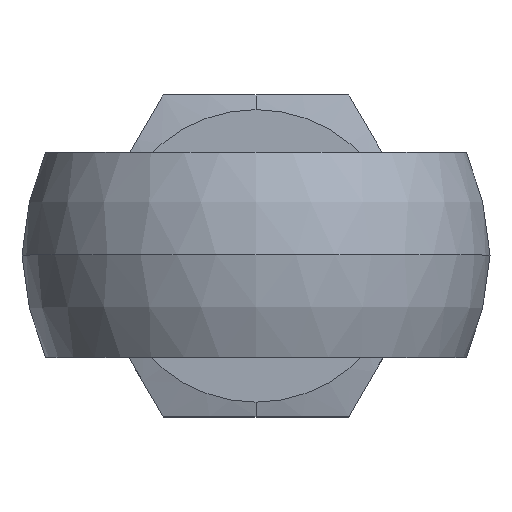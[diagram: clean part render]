
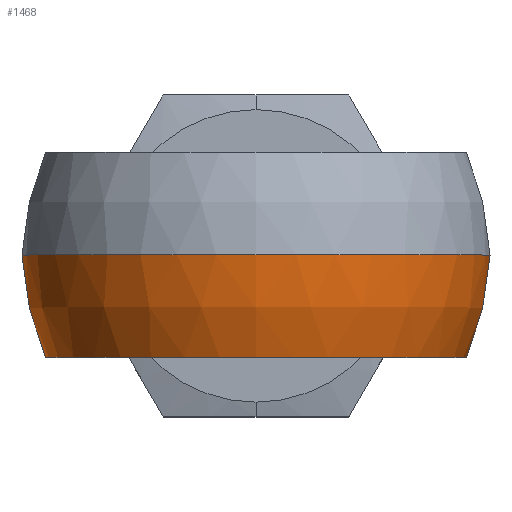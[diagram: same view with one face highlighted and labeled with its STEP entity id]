
A CAD part, top view. The second image highlights one B-rep face of the part: STEP entity #1468.
In plain terms, the highlighted spherical face has radius 4 mm.
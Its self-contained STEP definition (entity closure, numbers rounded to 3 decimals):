
#14 = VERTEX_POINT ( 'NONE', #541 ) ;
#79 = CARTESIAN_POINT ( 'NONE',  ( 0., 0., 0. ) ) ;
#93 = CIRCLE ( 'NONE', #5639, 3.597 ) ;
#97 = EDGE_CURVE ( 'NONE', #14, #1391, #4419, .T. ) ;
#136 = DIRECTION ( 'NONE',  ( 0., 1., 0. ) ) ;
#240 = SPHERICAL_SURFACE ( 'NONE', #1883, 4. ) ;
#541 = CARTESIAN_POINT ( 'NONE',  ( 0., -3.385, 2.131 ) ) ;
#550 = CARTESIAN_POINT ( 'NONE',  ( 0., 0., 0. ) ) ;
#567 = EDGE_LOOP ( 'NONE', ( #1806, #1466, #3910, #2156, #1358 ) ) ;
#609 = DIRECTION ( 'NONE',  ( -1., 0., 0. ) ) ;
#897 = EDGE_CURVE ( 'NONE', #1064, #1391, #93, .T. ) ;
#1064 = VERTEX_POINT ( 'NONE', #3902 ) ;
#1273 = EDGE_CURVE ( 'NONE', #14, #4223, #1283, .T. ) ;
#1283 = CIRCLE ( 'NONE', #2089, 4. ) ;
#1294 = FACE_OUTER_BOUND ( 'NONE', #567, .T. ) ;
#1358 = ORIENTED_EDGE ( 'NONE', *, *, #2383, .T. ) ;
#1391 = VERTEX_POINT ( 'NONE', #3991 ) ;
#1466 = ORIENTED_EDGE ( 'NONE', *, *, #97, .T. ) ;
#1468 = ADVANCED_FACE ( 'NONE', ( #1294 ), #240, .T. ) ;
#1667 = DIRECTION ( 'NONE',  ( 0., 0., -1. ) ) ;
#1675 = DIRECTION ( 'NONE',  ( 0., 0., 1. ) ) ;
#1774 = DIRECTION ( 'NONE',  ( 0., 1., 0. ) ) ;
#1806 = ORIENTED_EDGE ( 'NONE', *, *, #1273, .F. ) ;
#1883 = AXIS2_PLACEMENT_3D ( 'NONE', #4022, #5913, #1667 ) ;
#2044 = DIRECTION ( 'NONE',  ( 0., 0., 1. ) ) ;
#2089 = AXIS2_PLACEMENT_3D ( 'NONE', #550, #609, #4317 ) ;
#2156 = ORIENTED_EDGE ( 'NONE', *, *, #3482, .T. ) ;
#2357 = VERTEX_POINT ( 'NONE', #4306 ) ;
#2383 = EDGE_CURVE ( 'NONE', #2357, #4223, #2487, .T. ) ;
#2487 = CIRCLE ( 'NONE', #3864, 4. ) ;
#2568 = AXIS2_PLACEMENT_3D ( 'NONE', #4371, #136, #2044 ) ;
#2804 = CARTESIAN_POINT ( 'NONE',  ( 1.75, 0., 0. ) ) ;
#2945 = DIRECTION ( 'NONE',  ( 1., 0., 0. ) ) ;
#3473 = AXIS2_PLACEMENT_3D ( 'NONE', #5919, #3537, #1675 ) ;
#3482 = EDGE_CURVE ( 'NONE', #1064, #2357, #5347, .T. ) ;
#3537 = DIRECTION ( 'NONE',  ( 0., 1., 0. ) ) ;
#3864 = AXIS2_PLACEMENT_3D ( 'NONE', #79, #2945, #5308 ) ;
#3902 = CARTESIAN_POINT ( 'NONE',  ( 1.75, -3.385, -1.216 ) ) ;
#3910 = ORIENTED_EDGE ( 'NONE', *, *, #897, .F. ) ;
#3991 = CARTESIAN_POINT ( 'NONE',  ( 1.75, -3.385, 1.216 ) ) ;
#4022 = CARTESIAN_POINT ( 'NONE',  ( 0., 0., 0. ) ) ;
#4223 = VERTEX_POINT ( 'NONE', #4472 ) ;
#4306 = CARTESIAN_POINT ( 'NONE',  ( 0., -3.385, -2.131 ) ) ;
#4317 = DIRECTION ( 'NONE',  ( 0., 0., 1. ) ) ;
#4371 = CARTESIAN_POINT ( 'NONE',  ( 0., -3.385, 0. ) ) ;
#4419 = CIRCLE ( 'NONE', #2568, 2.131 ) ;
#4472 = CARTESIAN_POINT ( 'NONE',  ( 0., 4., 0. ) ) ;
#5308 = DIRECTION ( 'NONE',  ( 0., 0., -1. ) ) ;
#5347 = CIRCLE ( 'NONE', #3473, 2.131 ) ;
#5550 = DIRECTION ( 'NONE',  ( 1., 0., 0. ) ) ;
#5639 = AXIS2_PLACEMENT_3D ( 'NONE', #2804, #5550, #1774 ) ;
#5913 = DIRECTION ( 'NONE',  ( -1., 0., 0. ) ) ;
#5919 = CARTESIAN_POINT ( 'NONE',  ( 0., -3.385, 0. ) ) ;
